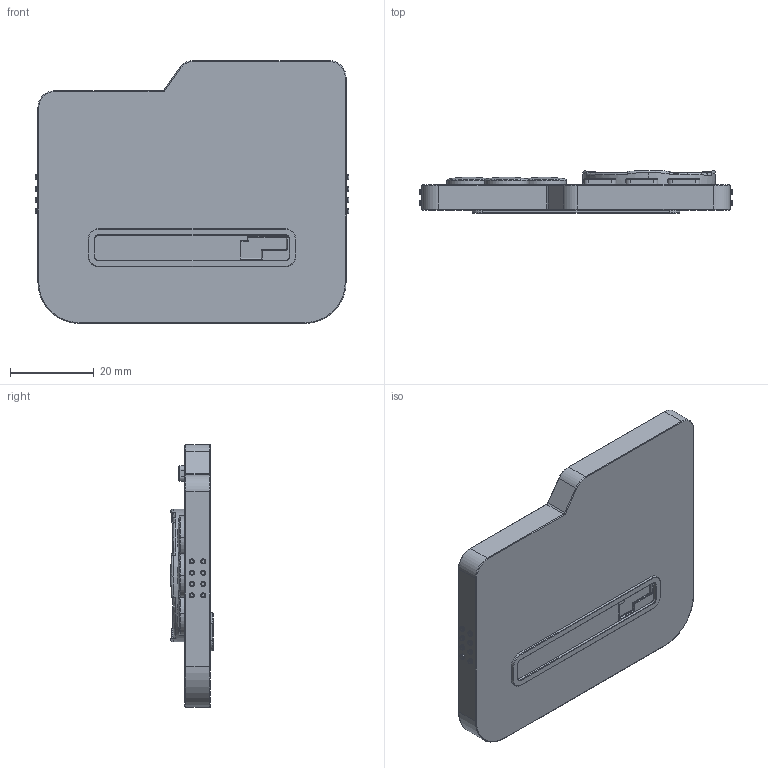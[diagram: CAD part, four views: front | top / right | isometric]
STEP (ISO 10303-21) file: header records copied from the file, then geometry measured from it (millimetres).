
FILE_DESCRIPTION (( 'STEP AP214' ), '1' );
FILE_NAME ('GAME PAD [D2 R2][21-01-2025].STEP', '2025-01-21T05:22:18', ( '' ), ( '' ), 'SwSTEP 2.0', 'SolidWorks 2024', '' );
FILE_SCHEMA (( 'AUTOMOTIVE_DESIGN' ));
Length unit declared in the file: millimetre
Products named in the file (11): ROUND BUTTON OF GAME PAD  [D2 R2]; MENU BUTTON OF GAMEPAD  [D2 R2]; BACK COVER OF GAMEPAD [D2 R2]; SILICON LAYER OF ROUND BUTTON; D-PAD DESIGN  [D2 R2]; TOP COVER OF GAMEPAD  [D2 R2]; PCB [D2 R2]^GAME PAD [D2 R2]; D-PAD SCREW ASM  [D2 R2]; SILICON LAYER OF DPAD; c-cbsa3-4.stp; GAME PAD [D2 R2][21-01-2025]
Assembly tree (10 placements, depth 3):
  GAME PAD [D2 R2][21-01-2025]
    BACK COVER OF GAMEPAD [D2 R2]
    TOP COVER OF GAMEPAD  [D2 R2]
    ROUND BUTTON OF GAME PAD  [D2 R2]
    D-PAD SCREW ASM  [D2 R2]
      D-PAD DESIGN  [D2 R2]
      c-cbsa3-4.stp
    PCB [D2 R2]^GAME PAD [D2 R2]
    MENU BUTTON OF GAMEPAD  [D2 R2]
    SILICON LAYER OF DPAD
    SILICON LAYER OF ROUND BUTTON
Bounding box: 74.65 x 10.05 x 62.65 mm (x, y, z)
Volume: 22027.6 mm3; surface area: 37652.1 mm2
Topology: 9 solids, 9 shells, 1670 faces, 4146 edges, 2588 vertices
Faces by surface type: plane 694, cylinder 674, torus 209, cone 66, sphere 17, bspline 10
Entity records: 50387 total; most frequent: CARTESIAN_POINT 9625, DIRECTION 8869, ORIENTED_EDGE 8270, EDGE_CURVE 4135, AXIS2_PLACEMENT_3D 3294, VERTEX_POINT 2588, VECTOR 2281, LINE 2281
